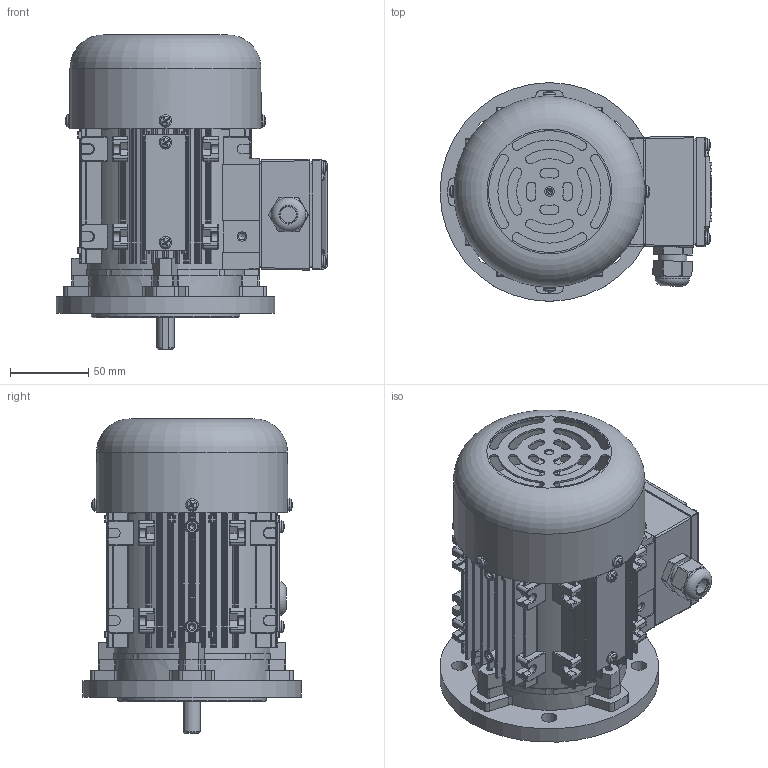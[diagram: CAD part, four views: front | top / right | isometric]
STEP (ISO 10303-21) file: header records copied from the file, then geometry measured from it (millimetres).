
FILE_DESCRIPTION((''),'2;1');
FILE_NAME('부품36.stp','2014-05-15T11:08:26',('menam82'),(''),'Autodesk Inventor 2011','Autodesk Inventor 2011','');
FILE_SCHEMA(('AUTOMOTIVE_DESIGN { 1 0 10303 214 1 1 1 1 }'));
Length unit declared in the file: millimetre
Products named in the file (1): 부품36
Bounding box: 174 x 140 x 201 mm (x, y, z)
Surface area: 330223.7 mm2 (no closed solid volume)
Topology: 0 solids, 38 shells, 3023 faces, 8073 edges, 5183 vertices
Faces by surface type: plane 1341, cylinder 1114, cone 308, torus 176, sphere 43, bspline 41
Full cylindrical faces by diameter (mm): 2 x2, 3.2 x4, 3.242 x20, 3.5 x16, 3.571 x10, 4 x10, 4.134 x10, 4.2 x2, 5 x20, 6 x9, 10 x4, 10.1 x1, 11 x1, 12 x1, 13 x4, 14.5 x2, 15 x2, 15.2 x1, 16 x1, 17.8 x1, 18 x1, 18.2 x2, 19 x2, 22 x2, 28 x1, 34 x1, 35 x1, 92 x1, 94 x1, 94.1 x1
Entity records: 101746 total; most frequent: CARTESIAN_POINT 24164, DIRECTION 15867, ORIENTED_EDGE 15296, EDGE_CURVE 7648, AXIS2_PLACEMENT_3D 6013, VERTEX_POINT 5083, VECTOR 3841, LINE 3841
